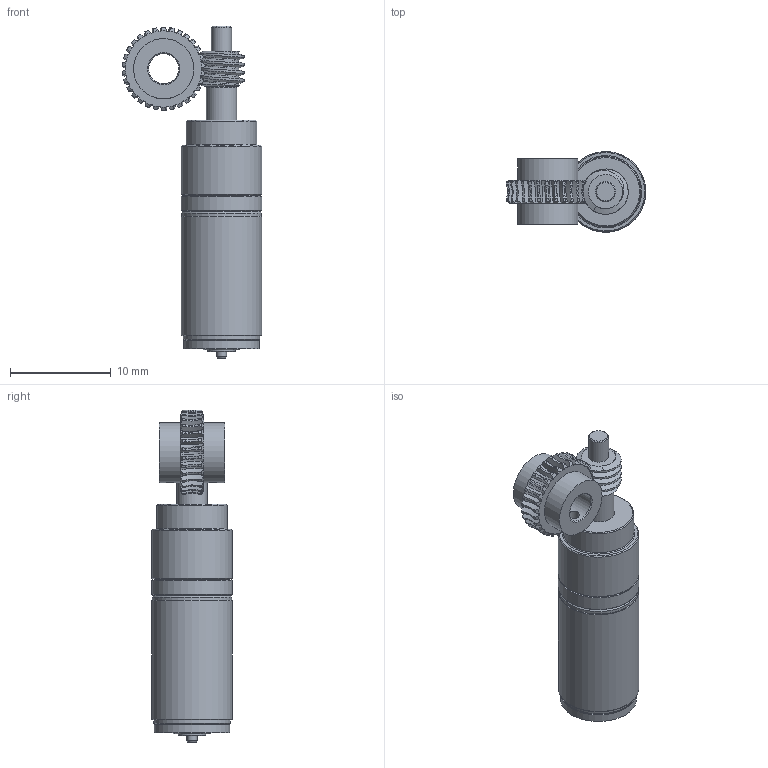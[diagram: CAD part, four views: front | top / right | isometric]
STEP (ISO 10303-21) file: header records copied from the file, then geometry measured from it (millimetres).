
FILE_DESCRIPTION(/* description */ (''),/* implementation_level */ '2;1');
FILE_NAME(/* name */ 'model_product_id41.stp',/* time_stamp */ '2016-07-19T10:25:29+02:00',/* author */ ('SD'),/* organization */ ('Micromotion GmbH Germany'),/* preprocessor_version */ 'ST-DEVELOPER v16.1',/* originating_system */ 'Autodesk Inventor 2016',/* authorisation */ '');
FILE_SCHEMA (('AUTOMOTIVE_DESIGN { 1 0 10303 214 3 1 1 }'));
Length unit declared in the file: millimetre
Products named in the file (1): MHD-8-160-IH-S-SPM0033_Shrinkwrap_1
Bounding box: 13.87 x 8 x 33.01 mm (x, y, z)
Volume: 1229.8 mm3; surface area: 1495.2 mm2
Topology: 2 solids, 2 shells, 424 faces, 1178 edges, 778 vertices
Faces by surface type: cone 149, cylinder 145, plane 67, torus 35, bspline 28
Full cylindrical faces by diameter (mm): 0.7 x4, 0.9 x1, 1 x2, 1.221 x2, 1.9 x1, 2 x1, 2.7 x1, 3 x2, 3.2 x1, 4 x1, 6 x4, 6.3 x1, 6.4 x1, 7 x1, 7.55 x1, 7.6 x1, 7.9 x1, 8 x3
Entity records: 16188 total; most frequent: CARTESIAN_POINT 5986, ORIENTED_EDGE 2180, DIRECTION 1810, EDGE_CURVE 1090, AXIS2_PLACEMENT_3D 834, VERTEX_POINT 755, EDGE_LOOP 525, FACE_OUTER_BOUND 424
